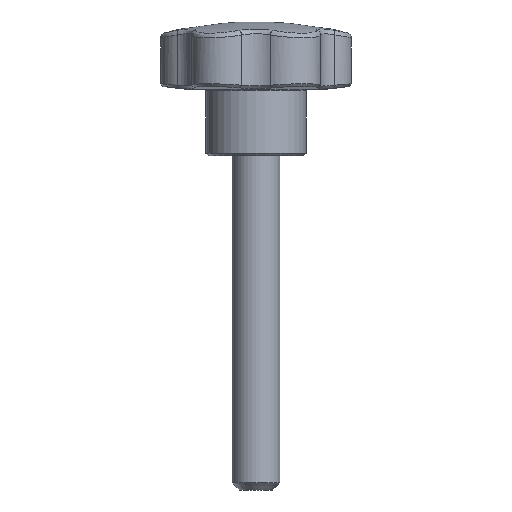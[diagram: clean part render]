
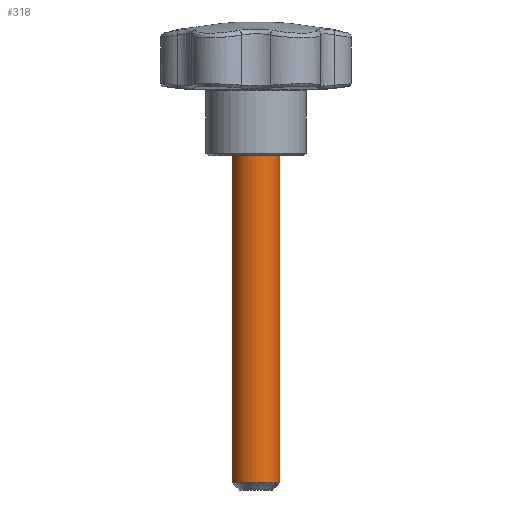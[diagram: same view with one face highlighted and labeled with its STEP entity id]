
A CAD part, front view. The second image highlights one B-rep face of the part: STEP entity #318.
In plain terms, the highlighted cylindrical face has radius 5 mm (diameter 10 mm), a full revolution.
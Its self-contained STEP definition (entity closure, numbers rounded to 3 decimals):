
#318 = ADVANCED_FACE( '', ( #649, #650 ), #651, .T. );
#649 = FACE_OUTER_BOUND( '', #3288, .T. );
#650 = FACE_OUTER_BOUND( '', #3289, .T. );
#651 = CYLINDRICAL_SURFACE( '', #3290, 5. );
#3288 = EDGE_LOOP( '', ( #4365 ) );
#3289 = EDGE_LOOP( '', ( #4366 ) );
#3290 = AXIS2_PLACEMENT_3D( '', #4367, #4368, #4369 );
#4365 = ORIENTED_EDGE( '', *, *, #4629, .T. );
#4366 = ORIENTED_EDGE( '', *, *, #4621, .T. );
#4367 = CARTESIAN_POINT( '', ( 0., 0., 9.637 ) );
#4368 = DIRECTION( '', ( 0., 0., 1. ) );
#4369 = DIRECTION( '', ( -1., 0., 0. ) );
#4621 = EDGE_CURVE( '', #5055, #5055, #5056, .F. );
#4629 = EDGE_CURVE( '', #5067, #5067, #5068, .T. );
#5055 = VERTEX_POINT( '', #6663 );
#5056 = CIRCLE( '', #6664, 5. );
#5067 = VERTEX_POINT( '', #6739 );
#5068 = CIRCLE( '', #6740, 5. );
#6663 = CARTESIAN_POINT( '', ( 5., 0., -0.363 ) );
#6664 = AXIS2_PLACEMENT_3D( '', #8176, #8177, #8178 );
#6739 = CARTESIAN_POINT( '', ( 5., 0., -68.863 ) );
#6740 = AXIS2_PLACEMENT_3D( '', #8181, #8182, #8183 );
#8176 = CARTESIAN_POINT( '', ( 0., 0., -0.363 ) );
#8177 = DIRECTION( '', ( 0., 0., 1. ) );
#8178 = DIRECTION( '', ( 1., 0., 0. ) );
#8181 = CARTESIAN_POINT( '', ( 0., 0., -68.863 ) );
#8182 = DIRECTION( '', ( 0., 0., 1. ) );
#8183 = DIRECTION( '', ( 1., 0., 0. ) );
